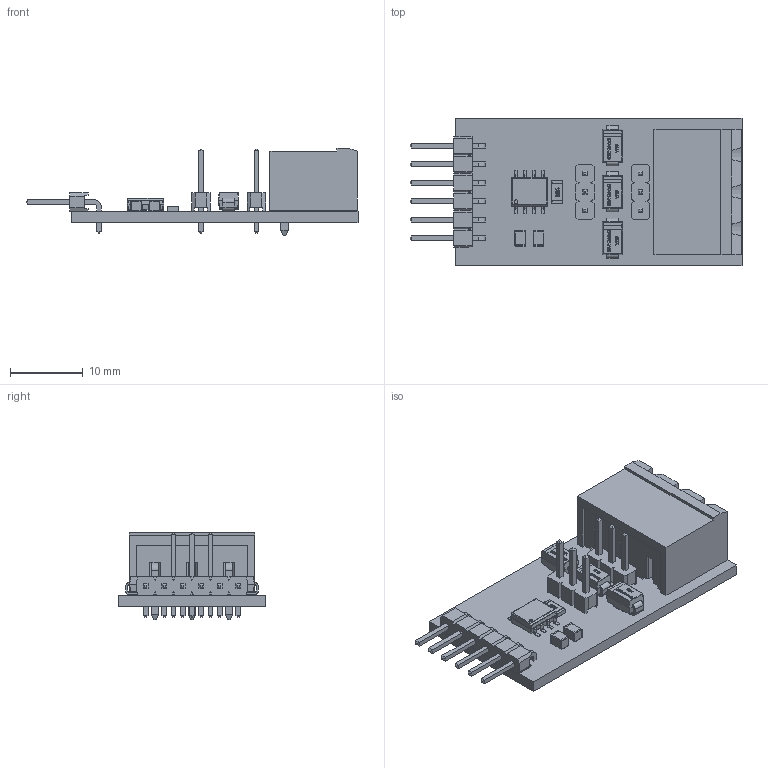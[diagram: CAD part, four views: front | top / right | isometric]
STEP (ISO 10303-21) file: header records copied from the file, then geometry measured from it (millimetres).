
FILE_DESCRIPTION(('Open CASCADE Model'),'2;1');
FILE_NAME('Open CASCADE Shape Model','2021-05-23T15:33:16',('Author'),( 'Open CASCADE'),'Open CASCADE STEP processor 6.8','Open CASCADE 6.8' ,'Unknown');
FILE_SCHEMA(('AUTOMOTIVE_DESIGN { 1 0 10303 214 1 1 1 1 }'));
Length unit declared in the file: millimetre
Products named in the file (42): PCB; Board; Open CASCADE STEP translator 6.8 2.1.1; X2; 691313510003_(rev1); 6913135100xx_PIN; 691311500103; X1; 61300611021_(rev1); 6130xx11021_PIN; 61300611021; U1; 6039578336; Open_CASCADE_STEP_translator_6.8_18.1; Body; Open_CASCADE_STEP_translator_6.8_18.2.1; Leader; R3; User_Library-R_1206; J3; 61300311121_Download_STP_61300311121_rev1; 61300311121; 6130xx11121_PIN; J2; D3; User_Library-DIOM5528X26; D2; D1; C3; 6039580096; Terminal; Open_CASCADE_STEP_translator_6.8_27.1.1; Open_CASCADE_STEP_translator_6.8_27.1.2; Mid_Body; Open_CASCADE_STEP_translator_6.8_27.2.1; C4; 6039578496
Assembly tree (60 placements, depth 5):
  PCB
    Board
      Open CASCADE STEP translator 6.8 2.1.1
    X2
      691313510003_(rev1)
        6913135100xx_PIN  x3
        691311500103
    X1
      61300611021_(rev1)
        6130xx11021_PIN  x6
        61300611021
    U1
      6039578336
        Open_CASCADE_STEP_translator_6.8_18.1
        Body
          Open_CASCADE_STEP_translator_6.8_18.2.1
        Leader  x8
    R3
      User_Library-R_1206
    J3
      61300311121_Download_STP_61300311121_rev1
        61300311121
        6130xx11121_PIN  x3
    J2
      61300311121_Download_STP_61300311121_rev1
        61300311121
        6130xx11121_PIN  x3
    D3
      User_Library-DIOM5528X26
    D2
      User_Library-DIOM5528X26
    D1
      User_Library-DIOM5528X26
    C3
      6039580096
        Terminal
          Open_CASCADE_STEP_translator_6.8_27.1.1
          Open_CASCADE_STEP_translator_6.8_27.1.2
        Mid_Body
          Open_CASCADE_STEP_translator_6.8_27.2.1
    C4
      6039578496
        Terminal
          Open_CASCADE_STEP_translator_6.8_27.1.1
          Open_CASCADE_STEP_translator_6.8_27.1.2
        Mid_Body
          Open_CASCADE_STEP_translator_6.8_27.2.1
Bounding box: 45.62 x 20.32 x 12 mm (x, y, z)
Volume: 2430.6 mm3; surface area: 4778 mm2
Topology: 42 solids, 43 shells, 1425 faces, 3707 edges, 2372 vertices
Faces by surface type: plane 924, cylinder 317, bspline 155, sphere 26, torus 3
Full cylindrical faces by diameter (mm): 0.5 x1, 2.75 x3
Entity records: 29732 total; most frequent: CARTESIAN_POINT 8361, ORIENTED_EDGE 3773, DIRECTION 3193, EDGE_CURVE 1887, LINE 1319, VECTOR 1319, VERTEX_POINT 1226, AXIS2_PLACEMENT_3D 937
